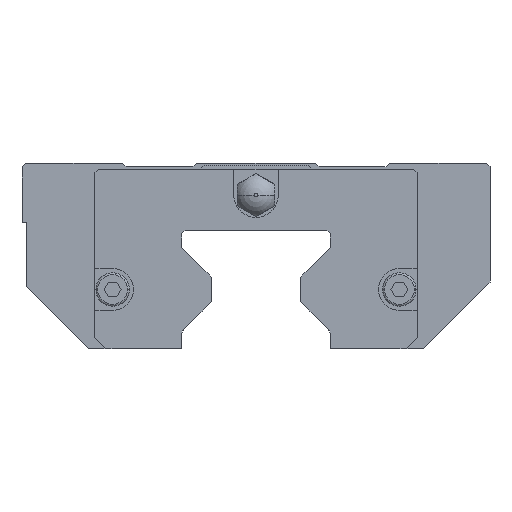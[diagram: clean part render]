
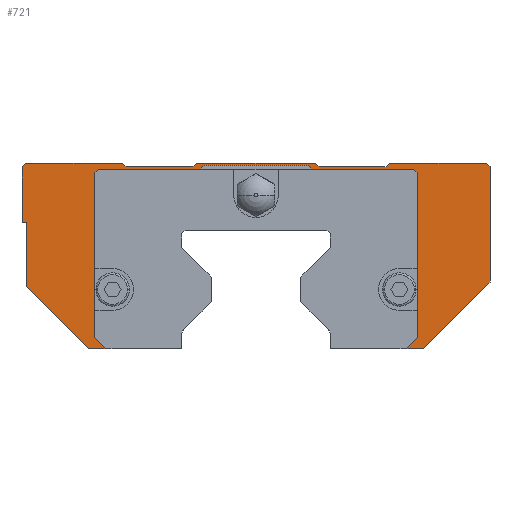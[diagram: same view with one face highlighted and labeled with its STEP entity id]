
A CAD part, front view. The second image highlights one B-rep face of the part: STEP entity #721.
In plain terms, the highlighted planar face has unit normal (0, -1, 0).
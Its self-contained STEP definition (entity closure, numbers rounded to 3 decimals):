
#721=ADVANCED_FACE('',(#1518),#1519,.T.);
#1518=FACE_OUTER_BOUND('',#2386,.T.);
#1519=PLANE('',#2387);
#2386=EDGE_LOOP('',(#4567,#4568,#4569,#4570,#4571,#4572,#4573,#4574,#4575,#4576,#4577,#4578,#4579,#4580,#4581,#4582,#4583,#4584,#4585,#4586,#4587,#4588,#4589,#4590,#4591,#4592,#4593,#4594,#4595,#4596,#4597,#4598,#4599,#4600));
#2387=AXIS2_PLACEMENT_3D('',#4601,#4602,#4603);
#4567=ORIENTED_EDGE('',*,*,#5838,.T.);
#4568=ORIENTED_EDGE('',*,*,#5883,.T.);
#4569=ORIENTED_EDGE('',*,*,#5951,.F.);
#4570=ORIENTED_EDGE('',*,*,#5970,.T.);
#4571=ORIENTED_EDGE('',*,*,#5971,.F.);
#4572=ORIENTED_EDGE('',*,*,#5972,.F.);
#4573=ORIENTED_EDGE('',*,*,#5973,.F.);
#4574=ORIENTED_EDGE('',*,*,#5974,.T.);
#4575=ORIENTED_EDGE('',*,*,#5975,.T.);
#4576=ORIENTED_EDGE('',*,*,#5960,.F.);
#4577=ORIENTED_EDGE('',*,*,#5957,.F.);
#4578=ORIENTED_EDGE('',*,*,#5953,.F.);
#4579=ORIENTED_EDGE('',*,*,#5964,.T.);
#4580=ORIENTED_EDGE('',*,*,#5976,.T.);
#4581=ORIENTED_EDGE('',*,*,#5977,.F.);
#4582=ORIENTED_EDGE('',*,*,#5978,.F.);
#4583=ORIENTED_EDGE('',*,*,#5967,.T.);
#4584=ORIENTED_EDGE('',*,*,#5979,.T.);
#4585=ORIENTED_EDGE('',*,*,#5980,.T.);
#4586=ORIENTED_EDGE('',*,*,#5981,.T.);
#4587=ORIENTED_EDGE('',*,*,#5939,.F.);
#4588=ORIENTED_EDGE('',*,*,#5888,.T.);
#4589=ORIENTED_EDGE('',*,*,#5835,.T.);
#4590=ORIENTED_EDGE('',*,*,#5874,.T.);
#4591=ORIENTED_EDGE('',*,*,#5858,.T.);
#4592=ORIENTED_EDGE('',*,*,#5862,.T.);
#4593=ORIENTED_EDGE('',*,*,#5864,.T.);
#4594=ORIENTED_EDGE('',*,*,#5844,.T.);
#4595=ORIENTED_EDGE('',*,*,#5852,.T.);
#4596=ORIENTED_EDGE('',*,*,#5847,.T.);
#4597=ORIENTED_EDGE('',*,*,#5855,.T.);
#4598=ORIENTED_EDGE('',*,*,#5867,.T.);
#4599=ORIENTED_EDGE('',*,*,#5870,.T.);
#4600=ORIENTED_EDGE('',*,*,#5872,.T.);
#4601=CARTESIAN_POINT('',(0.0,14.251,17.589));
#4602=DIRECTION('',(0.0,-1.0,0.0));
#4603=DIRECTION('',(1.0,0.0,0.0));
#5835=EDGE_CURVE('',#7202,#7204,#7206,.T.);
#5838=EDGE_CURVE('',#7210,#7208,#7211,.T.);
#5844=EDGE_CURVE('',#7214,#7218,#7220,.T.);
#5847=EDGE_CURVE('',#7224,#7222,#7225,.T.);
#5852=EDGE_CURVE('',#7218,#7224,#7231,.T.);
#5855=EDGE_CURVE('',#7222,#7233,#7235,.T.);
#5858=EDGE_CURVE('',#7239,#7237,#7240,.T.);
#5862=EDGE_CURVE('',#7237,#7243,#7245,.T.);
#5864=EDGE_CURVE('',#7243,#7214,#7247,.T.);
#5867=EDGE_CURVE('',#7233,#7249,#7251,.T.);
#5870=EDGE_CURVE('',#7249,#7253,#7255,.T.);
#5872=EDGE_CURVE('',#7253,#7210,#7257,.T.);
#5874=EDGE_CURVE('',#7204,#7239,#7259,.T.);
#5883=EDGE_CURVE('',#7208,#7268,#7269,.T.);
#5888=EDGE_CURVE('',#7275,#7202,#7276,.T.);
#5939=EDGE_CURVE('',#7275,#7347,#7348,.T.);
#5951=EDGE_CURVE('',#7363,#7268,#7365,.T.);
#5953=EDGE_CURVE('',#7367,#7368,#7369,.T.);
#5957=EDGE_CURVE('',#7368,#7373,#7374,.T.);
#5960=EDGE_CURVE('',#7373,#7377,#7378,.T.);
#5964=EDGE_CURVE('',#7367,#7381,#7383,.T.);
#5967=EDGE_CURVE('',#7387,#7385,#7388,.T.);
#5970=EDGE_CURVE('',#7363,#7391,#7392,.T.);
#5971=EDGE_CURVE('',#7393,#7391,#7394,.T.);
#5972=EDGE_CURVE('',#7395,#7393,#7396,.T.);
#5973=EDGE_CURVE('',#7397,#7395,#7398,.T.);
#5974=EDGE_CURVE('',#7397,#7399,#7400,.T.);
#5975=EDGE_CURVE('',#7399,#7377,#7401,.T.);
#5976=EDGE_CURVE('',#7381,#7402,#7403,.T.);
#5977=EDGE_CURVE('',#7404,#7402,#7405,.T.);
#5978=EDGE_CURVE('',#7387,#7404,#7406,.T.);
#5979=EDGE_CURVE('',#7385,#7407,#7408,.T.);
#5980=EDGE_CURVE('',#7407,#7409,#7410,.T.);
#5981=EDGE_CURVE('',#7409,#7347,#7411,.T.);
#7202=VERTEX_POINT('',#9098);
#7204=VERTEX_POINT('',#9101);
#7206=LINE('',#9104,#9105);
#7208=VERTEX_POINT('',#9107);
#7210=VERTEX_POINT('',#9110);
#7211=LINE('',#9111,#9112);
#7214=VERTEX_POINT('',#9116);
#7218=VERTEX_POINT('',#9122);
#7220=LINE('',#9125,#9126);
#7222=VERTEX_POINT('',#9128);
#7224=VERTEX_POINT('',#9131);
#7225=LINE('',#9132,#9133);
#7231=LINE('',#9142,#9143);
#7233=VERTEX_POINT('',#9145);
#7235=LINE('',#9148,#9149);
#7237=VERTEX_POINT('',#9151);
#7239=VERTEX_POINT('',#9154);
#7240=LINE('',#9155,#9156);
#7243=VERTEX_POINT('',#9160);
#7245=LINE('',#9163,#9164);
#7247=LINE('',#9166,#9167);
#7249=VERTEX_POINT('',#9169);
#7251=LINE('',#9172,#9173);
#7253=VERTEX_POINT('',#9175);
#7255=LINE('',#9178,#9179);
#7257=LINE('',#9181,#9182);
#7259=LINE('',#9184,#9185);
#7268=VERTEX_POINT('',#9194);
#7269=LINE('',#9195,#9196);
#7275=VERTEX_POINT('',#9205);
#7276=LINE('',#9206,#9207);
#7347=VERTEX_POINT('',#9312);
#7348=LINE('',#9313,#9314);
#7363=VERTEX_POINT('',#9334);
#7365=LINE('',#9337,#9338);
#7367=VERTEX_POINT('',#9340);
#7368=VERTEX_POINT('',#9341);
#7369=LINE('',#9342,#9343);
#7373=VERTEX_POINT('',#9349);
#7374=LINE('',#9350,#9351);
#7377=VERTEX_POINT('',#9355);
#7378=LINE('',#9356,#9357);
#7381=VERTEX_POINT('',#9361);
#7383=LINE('',#9364,#9365);
#7385=VERTEX_POINT('',#9367);
#7387=VERTEX_POINT('',#9370);
#7388=LINE('',#9371,#9372);
#7391=VERTEX_POINT('',#9376);
#7392=LINE('',#9377,#9378);
#7393=VERTEX_POINT('',#9379);
#7394=LINE('',#9380,#9381);
#7395=VERTEX_POINT('',#9382);
#7396=LINE('',#9383,#9384);
#7397=VERTEX_POINT('',#9385);
#7398=LINE('',#9386,#9387);
#7399=VERTEX_POINT('',#9388);
#7400=LINE('',#9389,#9390);
#7401=LINE('',#9391,#9392);
#7402=VERTEX_POINT('',#9393);
#7403=LINE('',#9394,#9395);
#7404=VERTEX_POINT('',#9396);
#7405=LINE('',#9397,#9398);
#7406=LINE('',#9399,#9400);
#7407=VERTEX_POINT('',#9401);
#7408=LINE('',#9402,#9403);
#7409=VERTEX_POINT('',#9404);
#7410=LINE('',#9405,#9406);
#7411=LINE('',#9407,#9408);
#9098=CARTESIAN_POINT('',(-10.,14.251,5.005));
#9101=CARTESIAN_POINT('',(-20.195,14.251,5.005));
#9104=CARTESIAN_POINT('',(0.0,14.251,5.005));
#9105=VECTOR('',#10485,1.0);
#9107=CARTESIAN_POINT('',(10.0,14.251,5.005));
#9110=CARTESIAN_POINT('',(20.195,14.251,5.005));
#9111=CARTESIAN_POINT('',(0.0,14.251,5.005));
#9112=VECTOR('',#10487,1.0);
#9116=CARTESIAN_POINT('',(-7.495,14.251,29.195));
#9122=CARTESIAN_POINT('',(-7.0,14.251,29.69));
#9125=CARTESIAN_POINT('',(-8.4,14.251,28.29));
#9126=VECTOR('',#10492,1.0);
#9128=CARTESIAN_POINT('',(7.495,14.251,29.195));
#9131=CARTESIAN_POINT('',(7.0,14.251,29.69));
#9132=CARTESIAN_POINT('',(8.4,14.251,28.29));
#9133=VECTOR('',#10494,1.0);
#9142=CARTESIAN_POINT('',(0.0,14.251,29.69));
#9143=VECTOR('',#10498,1.0);
#9145=CARTESIAN_POINT('',(21.195,14.251,29.195));
#9148=CARTESIAN_POINT('',(0.0,14.251,29.195));
#9149=VECTOR('',#10500,1.0);
#9151=CARTESIAN_POINT('',(-21.695,14.251,28.695));
#9154=CARTESIAN_POINT('',(-21.695,14.251,6.505));
#9155=CARTESIAN_POINT('',(-21.695,14.251,17.595));
#9156=VECTOR('',#10502,1.0);
#9160=CARTESIAN_POINT('',(-21.195,14.251,29.195));
#9163=CARTESIAN_POINT('',(-18.923,14.251,31.467));
#9164=VECTOR('',#10505,1.0);
#9166=CARTESIAN_POINT('',(0.0,14.251,29.195));
#9167=VECTOR('',#10506,1.0);
#9169=CARTESIAN_POINT('',(21.695,14.251,28.695));
#9172=CARTESIAN_POINT('',(18.923,14.251,31.467));
#9173=VECTOR('',#10508,1.0);
#9175=CARTESIAN_POINT('',(21.695,14.251,6.505));
#9178=CARTESIAN_POINT('',(21.695,14.251,17.595));
#9179=VECTOR('',#10510,1.0);
#9181=CARTESIAN_POINT('',(18.667,14.251,3.477));
#9182=VECTOR('',#10511,1.0);
#9184=CARTESIAN_POINT('',(-18.667,14.251,3.477));
#9185=VECTOR('',#10512,1.0);
#9194=CARTESIAN_POINT('',(10.0,14.251,5.0));
#9195=CARTESIAN_POINT('',(10.0,14.251,10.782));
#9196=VECTOR('',#10525,1.0);
#9205=CARTESIAN_POINT('',(-10.,14.251,5.0));
#9206=CARTESIAN_POINT('',(-10.,14.251,10.782));
#9207=VECTOR('',#10529,1.0);
#9312=CARTESIAN_POINT('',(-22.5,14.251,5.0));
#9313=CARTESIAN_POINT('',(30.0,14.251,5.0));
#9314=VECTOR('',#10567,1.0);
#9334=CARTESIAN_POINT('',(22.5,14.251,5.0));
#9337=CARTESIAN_POINT('',(30.0,14.251,5.0));
#9338=VECTOR('',#10586,1.0);
#9340=CARTESIAN_POINT('',(-8.5,14.251,29.5));
#9341=CARTESIAN_POINT('',(-8.0,14.251,30.0));
#9342=CARTESIAN_POINT('',(-8.0,14.251,30.0));
#9343=VECTOR('',#10587,1.0);
#9349=CARTESIAN_POINT('',(8.0,14.251,30.0));
#9350=CARTESIAN_POINT('',(8.0,14.251,30.0));
#9351=VECTOR('',#10590,1.0);
#9355=CARTESIAN_POINT('',(8.5,14.251,29.5));
#9356=CARTESIAN_POINT('',(8.5,14.251,29.5));
#9357=VECTOR('',#10592,1.0);
#9361=CARTESIAN_POINT('',(-17.5,14.251,29.5));
#9364=CARTESIAN_POINT('',(0.0,14.251,29.5));
#9365=VECTOR('',#10595,1.0);
#9367=CARTESIAN_POINT('',(-31.5,14.251,22.0));
#9370=CARTESIAN_POINT('',(-31.5,14.251,29.5));
#9371=CARTESIAN_POINT('',(-31.5,14.251,21.545));
#9372=VECTOR('',#10597,1.0);
#9376=CARTESIAN_POINT('',(31.5,14.251,14.0));
#9377=CARTESIAN_POINT('',(22.272,14.251,4.772));
#9378=VECTOR('',#10599,1.0);
#9379=CARTESIAN_POINT('',(31.5,14.251,29.5));
#9380=CARTESIAN_POINT('',(31.5,14.251,29.5));
#9381=VECTOR('',#10600,1.0);
#9382=CARTESIAN_POINT('',(31.0,14.251,30.0));
#9383=CARTESIAN_POINT('',(31.0,14.251,30.0));
#9384=VECTOR('',#10601,1.0);
#9385=CARTESIAN_POINT('',(18.0,14.251,30.0));
#9386=CARTESIAN_POINT('',(-31.0,14.251,30.0));
#9387=VECTOR('',#10602,1.0);
#9388=CARTESIAN_POINT('',(17.5,14.251,29.5));
#9389=CARTESIAN_POINT('',(10.272,14.251,22.272));
#9390=VECTOR('',#10603,1.0);
#9391=CARTESIAN_POINT('',(0.0,14.251,29.5));
#9392=VECTOR('',#10604,1.0);
#9393=CARTESIAN_POINT('',(-18.0,14.251,30.0));
#9394=CARTESIAN_POINT('',(-10.272,14.251,22.272));
#9395=VECTOR('',#10605,1.0);
#9396=CARTESIAN_POINT('',(-31.0,14.251,30.0));
#9397=CARTESIAN_POINT('',(-31.0,14.251,30.0));
#9398=VECTOR('',#10606,1.0);
#9399=CARTESIAN_POINT('',(-31.5,14.251,29.5));
#9400=VECTOR('',#10607,1.0);
#9401=CARTESIAN_POINT('',(-30.85,14.251,22.0));
#9402=CARTESIAN_POINT('',(-23.3,14.251,22.0));
#9403=VECTOR('',#10608,1.0);
#9404=CARTESIAN_POINT('',(-30.85,14.251,13.35));
#9405=CARTESIAN_POINT('',(-30.85,14.251,12.295));
#9406=VECTOR('',#10609,1.0);
#9407=CARTESIAN_POINT('',(-22.272,14.251,4.772));
#9408=VECTOR('',#10610,1.0);
#10485=DIRECTION('',(-1.0,-0.0,-0.0));
#10487=DIRECTION('',(-1.0,-0.0,-0.0));
#10492=DIRECTION('',(0.707,0.0,0.707));
#10494=DIRECTION('',(0.707,0.0,-0.707));
#10498=DIRECTION('',(1.0,0.0,-0.0));
#10500=DIRECTION('',(1.0,0.0,-0.0));
#10502=DIRECTION('',(0.0,0.0,1.0));
#10505=DIRECTION('',(0.707,0.0,0.707));
#10506=DIRECTION('',(1.0,0.0,-0.0));
#10508=DIRECTION('',(0.707,0.0,-0.707));
#10510=DIRECTION('',(0.0,0.0,-1.0));
#10511=DIRECTION('',(-0.707,-0.0,-0.707));
#10512=DIRECTION('',(-0.707,0.0,0.707));
#10525=DIRECTION('',(0.0,0.0,-1.0));
#10529=DIRECTION('',(0.0,0.0,1.0));
#10567=DIRECTION('',(-1.0,0.0,0.0));
#10586=DIRECTION('',(-1.0,0.0,0.0));
#10587=DIRECTION('',(0.707,0.0,0.707));
#10590=DIRECTION('',(1.0,0.0,0.0));
#10592=DIRECTION('',(0.707,0.0,-0.707));
#10595=DIRECTION('',(-1.0,-0.0,-0.0));
#10597=DIRECTION('',(-0.0,-0.0,-1.0));
#10599=DIRECTION('',(0.707,0.0,0.707));
#10600=DIRECTION('',(0.0,0.0,-1.0));
#10601=DIRECTION('',(0.707,0.0,-0.707));
#10602=DIRECTION('',(1.0,0.0,0.0));
#10603=DIRECTION('',(-0.707,-0.0,-0.707));
#10604=DIRECTION('',(-1.0,-0.0,-0.0));
#10605=DIRECTION('',(-0.707,0.0,0.707));
#10606=DIRECTION('',(1.0,0.0,0.0));
#10607=DIRECTION('',(0.707,0.0,0.707));
#10608=DIRECTION('',(1.0,0.0,-0.0));
#10609=DIRECTION('',(-0.0,-0.0,-1.0));
#10610=DIRECTION('',(0.707,0.0,-0.707));
